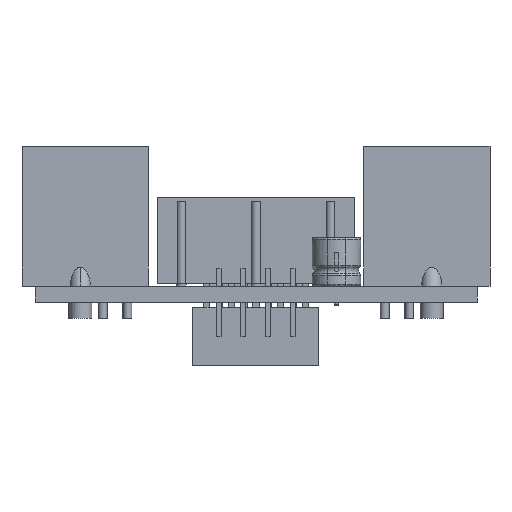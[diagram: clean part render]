
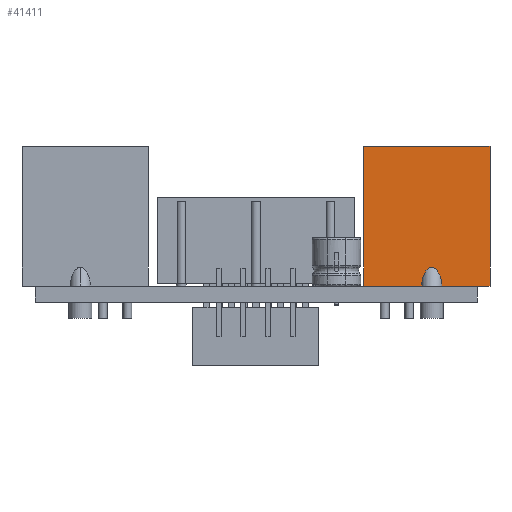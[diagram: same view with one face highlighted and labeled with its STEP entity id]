
A CAD part, front view. The second image highlights one B-rep face of the part: STEP entity #41411.
In plain terms, the highlighted face is planar.
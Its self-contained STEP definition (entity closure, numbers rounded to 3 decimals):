
#40027 = PLANE('',#40028);
#40028 = AXIS2_PLACEMENT_3D('',#40029,#40030,#40031);
#40029 = CARTESIAN_POINT('',(-6.,-6.5,14.4));
#40030 = DIRECTION('',(0.,0.,1.));
#40031 = DIRECTION('',(1.,0.,-0.));
#40055 = PLANE('',#40056);
#40056 = AXIS2_PLACEMENT_3D('',#40057,#40058,#40059);
#40057 = CARTESIAN_POINT('',(-6.,-6.5,0.));
#40058 = DIRECTION('',(-0.,1.,0.));
#40059 = DIRECTION('',(0.,0.,1.));
#40081 = PLANE('',#40082);
#40082 = AXIS2_PLACEMENT_3D('',#40083,#40084,#40085);
#40083 = CARTESIAN_POINT('',(-6.,-6.5,0.));
#40084 = DIRECTION('',(0.,0.,1.));
#40085 = DIRECTION('',(1.,0.,-0.));
#40134 = PLANE('',#40135);
#40135 = AXIS2_PLACEMENT_3D('',#40136,#40137,#40138);
#40136 = CARTESIAN_POINT('',(-6.,6.5,0.));
#40137 = DIRECTION('',(-0.,1.,0.));
#40138 = DIRECTION('',(0.,0.,1.));
#40441 = EDGE_CURVE('',#40442,#40444,#40446,.T.);
#40442 = VERTEX_POINT('',#40443);
#40443 = CARTESIAN_POINT('',(-6.,-6.5,14.4));
#40444 = VERTEX_POINT('',#40445);
#40445 = CARTESIAN_POINT('',(-6.,6.5,14.4));
#40446 = SURFACE_CURVE('',#40447,(#40451,#40458),.PCURVE_S1.);
#40447 = LINE('',#40448,#40449);
#40448 = CARTESIAN_POINT('',(-6.,-6.5,14.4));
#40449 = VECTOR('',#40450,1.);
#40450 = DIRECTION('',(-0.,1.,0.));
#40451 = PCURVE('',#40027,#40452);
#40452 = DEFINITIONAL_REPRESENTATION('',(#40453),#40457);
#40453 = LINE('',#40454,#40455);
#40454 = CARTESIAN_POINT('',(0.,0.));
#40455 = VECTOR('',#40456,1.);
#40456 = DIRECTION('',(0.,1.));
#40457 = ( GEOMETRIC_REPRESENTATION_CONTEXT(2) 
PARAMETRIC_REPRESENTATION_CONTEXT() REPRESENTATION_CONTEXT('2D SPACE',''
  ) );
#40458 = PCURVE('',#40459,#40464);
#40459 = PLANE('',#40460);
#40460 = AXIS2_PLACEMENT_3D('',#40461,#40462,#40463);
#40461 = CARTESIAN_POINT('',(-6.,-6.5,0.));
#40462 = DIRECTION('',(1.,0.,-0.));
#40463 = DIRECTION('',(0.,0.,1.));
#40464 = DEFINITIONAL_REPRESENTATION('',(#40465),#40469);
#40465 = LINE('',#40466,#40467);
#40466 = CARTESIAN_POINT('',(14.4,0.));
#40467 = VECTOR('',#40468,1.);
#40468 = DIRECTION('',(0.,-1.));
#40469 = ( GEOMETRIC_REPRESENTATION_CONTEXT(2) 
PARAMETRIC_REPRESENTATION_CONTEXT() REPRESENTATION_CONTEXT('2D SPACE',''
  ) );
#40518 = VERTEX_POINT('',#40519);
#40519 = CARTESIAN_POINT('',(-6.,6.5,0.));
#40540 = EDGE_CURVE('',#40518,#40444,#40541,.T.);
#40541 = SURFACE_CURVE('',#40542,(#40546,#40553),.PCURVE_S1.);
#40542 = LINE('',#40543,#40544);
#40543 = CARTESIAN_POINT('',(-6.,6.5,0.));
#40544 = VECTOR('',#40545,1.);
#40545 = DIRECTION('',(0.,0.,1.));
#40546 = PCURVE('',#40134,#40547);
#40547 = DEFINITIONAL_REPRESENTATION('',(#40548),#40552);
#40548 = LINE('',#40549,#40550);
#40549 = CARTESIAN_POINT('',(0.,0.));
#40550 = VECTOR('',#40551,1.);
#40551 = DIRECTION('',(1.,0.));
#40552 = ( GEOMETRIC_REPRESENTATION_CONTEXT(2) 
PARAMETRIC_REPRESENTATION_CONTEXT() REPRESENTATION_CONTEXT('2D SPACE',''
  ) );
#40553 = PCURVE('',#40459,#40554);
#40554 = DEFINITIONAL_REPRESENTATION('',(#40555),#40559);
#40555 = LINE('',#40556,#40557);
#40556 = CARTESIAN_POINT('',(0.,-13.));
#40557 = VECTOR('',#40558,1.);
#40558 = DIRECTION('',(1.,0.));
#40559 = ( GEOMETRIC_REPRESENTATION_CONTEXT(2) 
PARAMETRIC_REPRESENTATION_CONTEXT() REPRESENTATION_CONTEXT('2D SPACE',''
  ) );
#40566 = EDGE_CURVE('',#40567,#40569,#40571,.T.);
#40567 = VERTEX_POINT('',#40568);
#40568 = CARTESIAN_POINT('',(-6.,-6.5,0.));
#40569 = VERTEX_POINT('',#40570);
#40570 = CARTESIAN_POINT('',(-6.,-1.68,0.));
#40571 = SURFACE_CURVE('',#40572,(#40576,#40583),.PCURVE_S1.);
#40572 = LINE('',#40573,#40574);
#40573 = CARTESIAN_POINT('',(-6.,-6.5,0.));
#40574 = VECTOR('',#40575,1.);
#40575 = DIRECTION('',(-0.,1.,0.));
#40576 = PCURVE('',#40081,#40577);
#40577 = DEFINITIONAL_REPRESENTATION('',(#40578),#40582);
#40578 = LINE('',#40579,#40580);
#40579 = CARTESIAN_POINT('',(0.,0.));
#40580 = VECTOR('',#40581,1.);
#40581 = DIRECTION('',(0.,1.));
#40582 = ( GEOMETRIC_REPRESENTATION_CONTEXT(2) 
PARAMETRIC_REPRESENTATION_CONTEXT() REPRESENTATION_CONTEXT('2D SPACE',''
  ) );
#40583 = PCURVE('',#40459,#40584);
#40584 = DEFINITIONAL_REPRESENTATION('',(#40585),#40589);
#40585 = LINE('',#40586,#40587);
#40586 = CARTESIAN_POINT('',(0.,0.));
#40587 = VECTOR('',#40588,1.);
#40588 = DIRECTION('',(0.,-1.));
#40589 = ( GEOMETRIC_REPRESENTATION_CONTEXT(2) 
PARAMETRIC_REPRESENTATION_CONTEXT() REPRESENTATION_CONTEXT('2D SPACE',''
  ) );
#40652 = EDGE_CURVE('',#40653,#40518,#40655,.T.);
#40653 = VERTEX_POINT('',#40654);
#40654 = CARTESIAN_POINT('',(-6.,0.68,0.));
#40655 = SURFACE_CURVE('',#40656,(#40660,#40667),.PCURVE_S1.);
#40656 = LINE('',#40657,#40658);
#40657 = CARTESIAN_POINT('',(-6.,-6.5,0.));
#40658 = VECTOR('',#40659,1.);
#40659 = DIRECTION('',(-0.,1.,0.));
#40660 = PCURVE('',#40081,#40661);
#40661 = DEFINITIONAL_REPRESENTATION('',(#40662),#40666);
#40662 = LINE('',#40663,#40664);
#40663 = CARTESIAN_POINT('',(0.,0.));
#40664 = VECTOR('',#40665,1.);
#40665 = DIRECTION('',(0.,1.));
#40666 = ( GEOMETRIC_REPRESENTATION_CONTEXT(2) 
PARAMETRIC_REPRESENTATION_CONTEXT() REPRESENTATION_CONTEXT('2D SPACE',''
  ) );
#40667 = PCURVE('',#40459,#40668);
#40668 = DEFINITIONAL_REPRESENTATION('',(#40669),#40673);
#40669 = LINE('',#40670,#40671);
#40670 = CARTESIAN_POINT('',(0.,0.));
#40671 = VECTOR('',#40672,1.);
#40672 = DIRECTION('',(0.,-1.));
#40673 = ( GEOMETRIC_REPRESENTATION_CONTEXT(2) 
PARAMETRIC_REPRESENTATION_CONTEXT() REPRESENTATION_CONTEXT('2D SPACE',''
  ) );
#40940 = EDGE_CURVE('',#40567,#40442,#40941,.T.);
#40941 = SURFACE_CURVE('',#40942,(#40946,#40953),.PCURVE_S1.);
#40942 = LINE('',#40943,#40944);
#40943 = CARTESIAN_POINT('',(-6.,-6.5,0.));
#40944 = VECTOR('',#40945,1.);
#40945 = DIRECTION('',(0.,0.,1.));
#40946 = PCURVE('',#40055,#40947);
#40947 = DEFINITIONAL_REPRESENTATION('',(#40948),#40952);
#40948 = LINE('',#40949,#40950);
#40949 = CARTESIAN_POINT('',(0.,0.));
#40950 = VECTOR('',#40951,1.);
#40951 = DIRECTION('',(1.,0.));
#40952 = ( GEOMETRIC_REPRESENTATION_CONTEXT(2) 
PARAMETRIC_REPRESENTATION_CONTEXT() REPRESENTATION_CONTEXT('2D SPACE',''
  ) );
#40953 = PCURVE('',#40459,#40954);
#40954 = DEFINITIONAL_REPRESENTATION('',(#40955),#40959);
#40955 = LINE('',#40956,#40957);
#40956 = CARTESIAN_POINT('',(0.,0.));
#40957 = VECTOR('',#40958,1.);
#40958 = DIRECTION('',(1.,0.));
#40959 = ( GEOMETRIC_REPRESENTATION_CONTEXT(2) 
PARAMETRIC_REPRESENTATION_CONTEXT() REPRESENTATION_CONTEXT('2D SPACE',''
  ) );
#41411 = ADVANCED_FACE('',(#41412),#40459,.F.);
#41412 = FACE_BOUND('',#41413,.F.);
#41413 = EDGE_LOOP('',(#41414,#41415,#41416,#41417,#41445,#41487,#41508,
    #41509));
#41414 = ORIENTED_EDGE('',*,*,#40441,.F.);
#41415 = ORIENTED_EDGE('',*,*,#40940,.F.);
#41416 = ORIENTED_EDGE('',*,*,#40566,.T.);
#41417 = ORIENTED_EDGE('',*,*,#41418,.T.);
#41418 = EDGE_CURVE('',#40569,#41419,#41421,.T.);
#41419 = VERTEX_POINT('',#41420);
#41420 = CARTESIAN_POINT('',(-6.,-1.547,0.));
#41421 = SURFACE_CURVE('',#41422,(#41426,#41433),.PCURVE_S1.);
#41422 = LINE('',#41423,#41424);
#41423 = CARTESIAN_POINT('',(-6.,-6.5,0.));
#41424 = VECTOR('',#41425,1.);
#41425 = DIRECTION('',(-0.,1.,0.));
#41426 = PCURVE('',#40459,#41427);
#41427 = DEFINITIONAL_REPRESENTATION('',(#41428),#41432);
#41428 = LINE('',#41429,#41430);
#41429 = CARTESIAN_POINT('',(0.,0.));
#41430 = VECTOR('',#41431,1.);
#41431 = DIRECTION('',(0.,-1.));
#41432 = ( GEOMETRIC_REPRESENTATION_CONTEXT(2) 
PARAMETRIC_REPRESENTATION_CONTEXT() REPRESENTATION_CONTEXT('2D SPACE',''
  ) );
#41433 = PCURVE('',#41434,#41439);
#41434 = PLANE('',#41435);
#41435 = AXIS2_PLACEMENT_3D('',#41436,#41437,#41438);
#41436 = CARTESIAN_POINT('',(-6.,-0.5,0.));
#41437 = DIRECTION('',(0.,0.,1.));
#41438 = DIRECTION('',(1.,0.,-0.));
#41439 = DEFINITIONAL_REPRESENTATION('',(#41440),#41444);
#41440 = LINE('',#41441,#41442);
#41441 = CARTESIAN_POINT('',(0.,-6.));
#41442 = VECTOR('',#41443,1.);
#41443 = DIRECTION('',(0.,1.));
#41444 = ( GEOMETRIC_REPRESENTATION_CONTEXT(2) 
PARAMETRIC_REPRESENTATION_CONTEXT() REPRESENTATION_CONTEXT('2D SPACE',''
  ) );
#41445 = ORIENTED_EDGE('',*,*,#41446,.F.);
#41446 = EDGE_CURVE('',#41447,#41419,#41449,.T.);
#41447 = VERTEX_POINT('',#41448);
#41448 = CARTESIAN_POINT('',(-6.,0.547,0.));
#41449 = SURFACE_CURVE('',#41450,(#41455,#41462),.PCURVE_S1.);
#41450 = ELLIPSE('',#41451,2.1,1.05);
#41451 = AXIS2_PLACEMENT_3D('',#41452,#41453,#41454);
#41452 = CARTESIAN_POINT('',(-6.,-0.5,-0.167));
#41453 = DIRECTION('',(1.,0.,-0.));
#41454 = DIRECTION('',(0.,0.,1.));
#41455 = PCURVE('',#40459,#41456);
#41456 = DEFINITIONAL_REPRESENTATION('',(#41457),#41461);
#41457 = ELLIPSE('',#41458,2.1,1.05);
#41458 = AXIS2_PLACEMENT_2D('',#41459,#41460);
#41459 = CARTESIAN_POINT('',(-0.167,-6.));
#41460 = DIRECTION('',(1.,0.));
#41461 = ( GEOMETRIC_REPRESENTATION_CONTEXT(2) 
PARAMETRIC_REPRESENTATION_CONTEXT() REPRESENTATION_CONTEXT('2D SPACE',''
  ) );
#41462 = PCURVE('',#41463,#41468);
#41463 = CYLINDRICAL_SURFACE('',#41464,1.05);
#41464 = AXIS2_PLACEMENT_3D('',#41465,#41466,#41467);
#41465 = CARTESIAN_POINT('',(-6.25,-0.5,-0.6));
#41466 = DIRECTION('',(0.5,0.,0.866));
#41467 = DIRECTION('',(0.866,0.,-0.5));
#41468 = DEFINITIONAL_REPRESENTATION('',(#41469),#41486);
#41469 = B_SPLINE_CURVE_WITH_KNOTS('',8,(#41470,#41471,#41472,#41473,
    #41474,#41475,#41476,#41477,#41478,#41479,#41480,#41481,#41482,
    #41483,#41484,#41485),.UNSPECIFIED.,.F.,.F.,(9,7,9),(4.792,
    6.283,7.774),.UNSPECIFIED.);
#41470 = CARTESIAN_POINT('',(1.65,0.645));
#41471 = CARTESIAN_POINT('',(1.837,0.983));
#41472 = CARTESIAN_POINT('',(2.023,1.315));
#41473 = CARTESIAN_POINT('',(2.21,1.623));
#41474 = CARTESIAN_POINT('',(2.396,1.891));
#41475 = CARTESIAN_POINT('',(2.582,2.102));
#41476 = CARTESIAN_POINT('',(2.769,2.246));
#41477 = CARTESIAN_POINT('',(2.955,2.319));
#41478 = CARTESIAN_POINT('',(3.328,2.319));
#41479 = CARTESIAN_POINT('',(3.514,2.246));
#41480 = CARTESIAN_POINT('',(3.701,2.102));
#41481 = CARTESIAN_POINT('',(3.887,1.891));
#41482 = CARTESIAN_POINT('',(4.074,1.623));
#41483 = CARTESIAN_POINT('',(4.26,1.315));
#41484 = CARTESIAN_POINT('',(4.446,0.983));
#41485 = CARTESIAN_POINT('',(4.633,0.645));
#41486 = ( GEOMETRIC_REPRESENTATION_CONTEXT(2) 
PARAMETRIC_REPRESENTATION_CONTEXT() REPRESENTATION_CONTEXT('2D SPACE',''
  ) );
#41487 = ORIENTED_EDGE('',*,*,#41488,.T.);
#41488 = EDGE_CURVE('',#41447,#40653,#41489,.T.);
#41489 = SURFACE_CURVE('',#41490,(#41494,#41501),.PCURVE_S1.);
#41490 = LINE('',#41491,#41492);
#41491 = CARTESIAN_POINT('',(-6.,-6.5,0.));
#41492 = VECTOR('',#41493,1.);
#41493 = DIRECTION('',(-0.,1.,0.));
#41494 = PCURVE('',#40459,#41495);
#41495 = DEFINITIONAL_REPRESENTATION('',(#41496),#41500);
#41496 = LINE('',#41497,#41498);
#41497 = CARTESIAN_POINT('',(0.,0.));
#41498 = VECTOR('',#41499,1.);
#41499 = DIRECTION('',(0.,-1.));
#41500 = ( GEOMETRIC_REPRESENTATION_CONTEXT(2) 
PARAMETRIC_REPRESENTATION_CONTEXT() REPRESENTATION_CONTEXT('2D SPACE',''
  ) );
#41501 = PCURVE('',#41434,#41502);
#41502 = DEFINITIONAL_REPRESENTATION('',(#41503),#41507);
#41503 = LINE('',#41504,#41505);
#41504 = CARTESIAN_POINT('',(0.,-6.));
#41505 = VECTOR('',#41506,1.);
#41506 = DIRECTION('',(0.,1.));
#41507 = ( GEOMETRIC_REPRESENTATION_CONTEXT(2) 
PARAMETRIC_REPRESENTATION_CONTEXT() REPRESENTATION_CONTEXT('2D SPACE',''
  ) );
#41508 = ORIENTED_EDGE('',*,*,#40652,.T.);
#41509 = ORIENTED_EDGE('',*,*,#40540,.T.);
